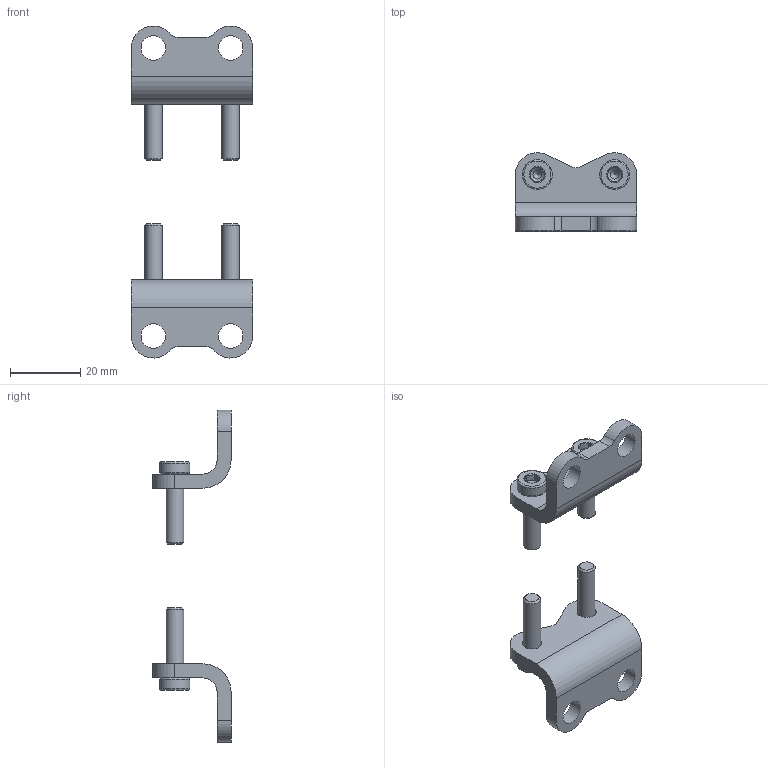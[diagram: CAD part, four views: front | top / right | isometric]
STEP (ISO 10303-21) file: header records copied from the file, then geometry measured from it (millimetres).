
FILE_DESCRIPTION(/* description */ ('STEP AP214'),/* implementation_level */ '2;1');
FILE_NAME(/* name */ '537254_HNA-20-R3',/* time_stamp */ '2024-08-29T10:21:57+02:00',/* author */ ('License CC BY-ND 4.0'),/* organization */ ('CADENAS'),/* preprocessor_version */ 'ST-DEVELOPER v19.3',/* originating_system */ 'PARTsolutions',/* authorisation */ ' ');
FILE_SCHEMA (('AUTOMOTIVE_DESIGN {1 0 10303 214 3 1 1}'));
Length unit declared in the file: millimetre
Products named in the file (3): 537254 HNA-20-R3---(50); 537254 HNA-20-R3---(1); DIN-6912 - M5x20(F)
Assembly tree (6 placements, depth 2):
  537254 HNA-20-R3---(50)
    537254 HNA-20-R3---(1)  x2
    DIN-6912 - M5x20(F)  x4
Bounding box: 34.5 x 22.24 x 94.47 mm (x, y, z)
Volume: 10667.6 mm3; surface area: 8167.3 mm2
Topology: 6 solids, 6 shells, 160 faces, 340 edges, 196 vertices
Faces by surface type: plane 78, cylinder 38, cone 36, torus 8
Full cylindrical faces by diameter (mm): 2.5 x4, 5 x4, 5.5 x4, 7 x4, 8.5 x4
Entity records: 1474 total; most frequent: DIRECTION 258, CARTESIAN_POINT 251, ORIENTED_EDGE 202, AXIS2_PLACEMENT_3D 105, EDGE_CURVE 101, FACE_BOUND 73, EDGE_LOOP 72, VERTEX_POINT 68
